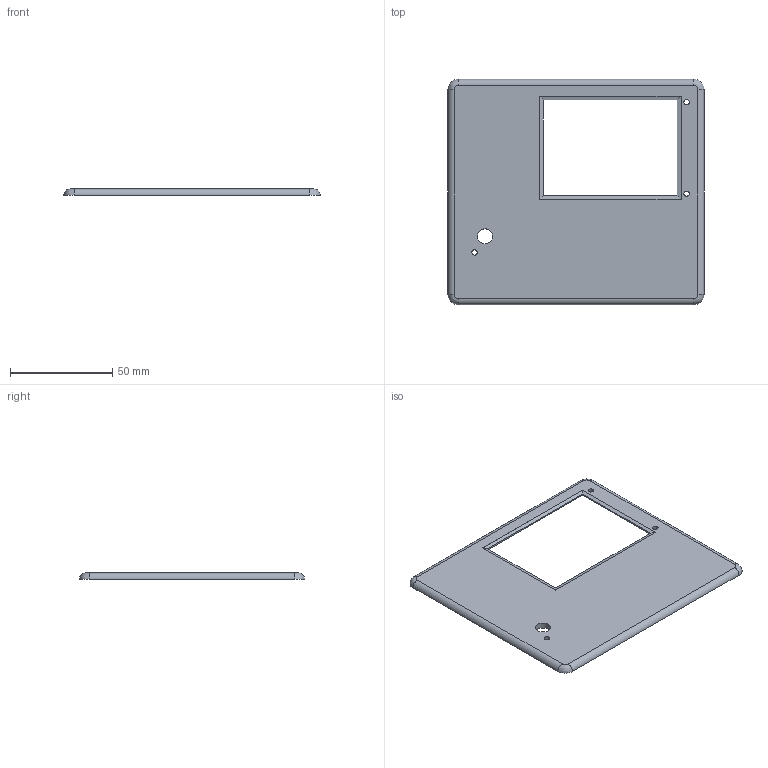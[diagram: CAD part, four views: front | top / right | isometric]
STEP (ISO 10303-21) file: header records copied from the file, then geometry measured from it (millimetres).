
FILE_DESCRIPTION(/* description */ (''),/* implementation_level */ '2;1');
FILE_NAME(/* name */ 'Case_top.step',/* time_stamp */ '2025-07-14T05:47:21+02:00',/* author */ (''),/* organization */ (''),/* preprocessor_version */ 'ST-DEVELOPER v20.1',/* originating_system */ 'Autodesk Translation Framework v14.10.0.0',/* authorisation */ '');
FILE_SCHEMA (('AUTOMOTIVE_DESIGN { 1 0 10303 214 3 1 1 }'));
Length unit declared in the file: millimetre
Products named in the file (1): PizzaPad_case
Bounding box: 125 x 110 x 3 mm (x, y, z)
Volume: 29750.8 mm3; surface area: 22761.2 mm2
Topology: 1 solids, 1 shells, 23 faces, 60 edges, 40 vertices
Faces by surface type: plane 11, cylinder 8, bspline 4
Full cylindrical faces by diameter (mm): 2.6 x3, 7.3 x1
Entity records: 776 total; most frequent: CARTESIAN_POINT 156, DIRECTION 124, ORIENTED_EDGE 120, EDGE_CURVE 60, AXIS2_PLACEMENT_3D 44, VERTEX_POINT 40, LINE 36, VECTOR 36
